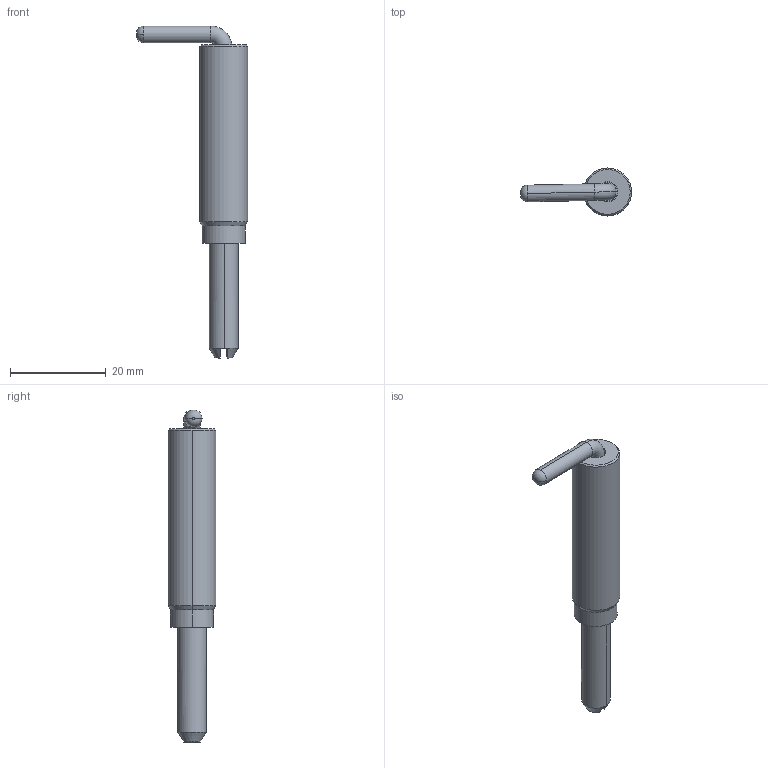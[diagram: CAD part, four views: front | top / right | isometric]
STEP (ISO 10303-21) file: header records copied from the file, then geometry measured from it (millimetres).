
FILE_DESCRIPTION (( 'STEP AP214' ), '1' );
FILE_NAME ('189.12.STEP', '2017-07-17T12:31:18', ( '' ), ( '' ), 'SwSTEP 2.0', 'SolidWorks 2017', '' );
FILE_SCHEMA (( 'AUTOMOTIVE_DESIGN' ));
Length unit declared in the file: millimetre
Products named in the file (4): 189.12; 1; 2; 3
Assembly tree (3 placements, depth 2):
  189.12
    1
    2
    3
Bounding box: 23.25 x 10 x 69.45 mm (x, y, z)
Volume: 3027.3 mm3; surface area: 3471.1 mm2
Topology: 3 solids, 3 shells, 45 faces, 92 edges, 53 vertices
Faces by surface type: cylinder 18, cone 12, plane 11, torus 4
Entity records: 1332 total; most frequent: DIRECTION 242, CARTESIAN_POINT 206, ORIENTED_EDGE 180, AXIS2_PLACEMENT_3D 105, EDGE_CURVE 90, CIRCLE 54, VERTEX_POINT 53, EDGE_LOOP 49
